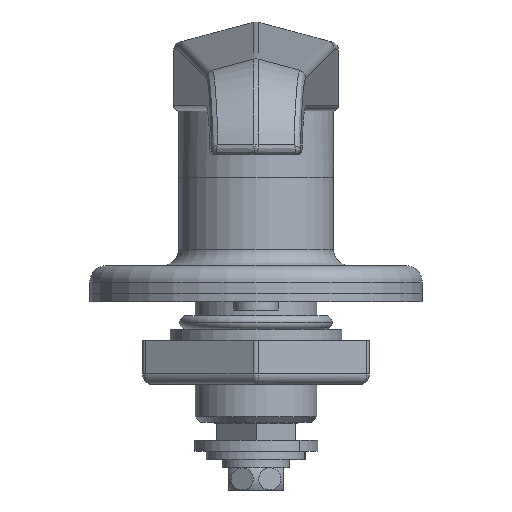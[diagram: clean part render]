
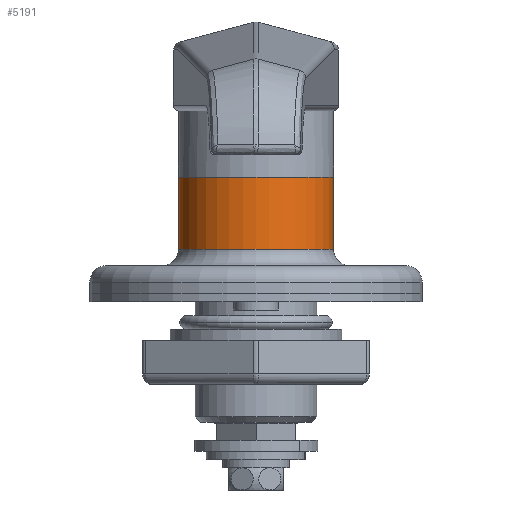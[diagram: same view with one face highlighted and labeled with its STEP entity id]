
A CAD part, front view. The second image highlights one B-rep face of the part: STEP entity #5191.
In plain terms, the highlighted cylindrical face has radius 14 mm (diameter 28 mm), a partial arc.
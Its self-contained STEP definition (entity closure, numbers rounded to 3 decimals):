
#316 = DIRECTION ( 'NONE',  ( 0., 0., 1. ) ) ;
#320 = DIRECTION ( 'NONE',  ( -1., 0., 0. ) ) ;
#321 = CARTESIAN_POINT ( 'NONE',  ( -19.826, 0., 0. ) ) ;
#1749 = CARTESIAN_POINT ( 'NONE',  ( -21., 0., -14. ) ) ;
#1775 = CARTESIAN_POINT ( 'NONE',  ( -8., 0., -14. ) ) ;
#1855 = CARTESIAN_POINT ( 'NONE',  ( -21., 0., 14. ) ) ;
#2046 = EDGE_CURVE ( 'NONE', #3018, #2859, #4220, .T. ) ;
#2746 = EDGE_LOOP ( 'NONE', ( #7272, #7251, #7259, #7258 ) ) ;
#2859 = VERTEX_POINT ( 'NONE', #10890 ) ;
#2993 = VERTEX_POINT ( 'NONE', #1749 ) ;
#3018 = VERTEX_POINT ( 'NONE', #1775 ) ;
#3307 = VERTEX_POINT ( 'NONE', #1855 ) ;
#3752 = AXIS2_PLACEMENT_3D ( 'NONE', #11003, #11004, #11005 ) ;
#4220 = CIRCLE ( 'NONE', #3752, 14. ) ;
#5191 = ADVANCED_FACE ( 'NONE', ( #6667 ), #6679, .T. ) ;
#6160 = AXIS2_PLACEMENT_3D ( 'NONE', #321, #320, #316 ) ;
#6432 = AXIS2_PLACEMENT_3D ( 'NONE', #8480, #8482, #8484 ) ;
#6667 = FACE_OUTER_BOUND ( 'NONE', #2746, .T. ) ;
#6679 = CYLINDRICAL_SURFACE ( 'NONE', #6160, 14. ) ;
#7251 = ORIENTED_EDGE ( 'NONE', *, *, #2046, .T. ) ;
#7258 = ORIENTED_EDGE ( 'NONE', *, *, #11055, .F. ) ;
#7259 = ORIENTED_EDGE ( 'NONE', *, *, #9454, .T. ) ;
#7272 = ORIENTED_EDGE ( 'NONE', *, *, #9456, .F. ) ;
#8189 = CARTESIAN_POINT ( 'NONE',  ( -19.826, 0., 14. ) ) ;
#8201 = DIRECTION ( 'NONE',  ( -1., 0., 0. ) ) ;
#8208 = DIRECTION ( 'NONE',  ( -1., 0., 0. ) ) ;
#8219 = CARTESIAN_POINT ( 'NONE',  ( -19.826, 0., -14. ) ) ;
#8480 = CARTESIAN_POINT ( 'NONE',  ( -21., 0., 0. ) ) ;
#8482 = DIRECTION ( 'NONE',  ( -1., 0., 0. ) ) ;
#8484 = DIRECTION ( 'NONE',  ( 0., 0., 1. ) ) ;
#9454 = EDGE_CURVE ( 'NONE', #2859, #3307, #9956, .T. ) ;
#9456 = EDGE_CURVE ( 'NONE', #3018, #2993, #9955, .T. ) ;
#9955 = LINE ( 'NONE', #8219, #9961 ) ;
#9956 = LINE ( 'NONE', #8189, #9958 ) ;
#9958 = VECTOR ( 'NONE', #8201, 1000. ) ;
#9961 = VECTOR ( 'NONE', #8208, 1000. ) ;
#10038 = CIRCLE ( 'NONE', #6432, 14. ) ;
#10890 = CARTESIAN_POINT ( 'NONE',  ( -8., 0., 14. ) ) ;
#11003 = CARTESIAN_POINT ( 'NONE',  ( -8., 0., 0. ) ) ;
#11004 = DIRECTION ( 'NONE',  ( -1., 0., 0. ) ) ;
#11005 = DIRECTION ( 'NONE',  ( 0., 0., -1. ) ) ;
#11055 = EDGE_CURVE ( 'NONE', #2993, #3307, #10038, .T. ) ;
